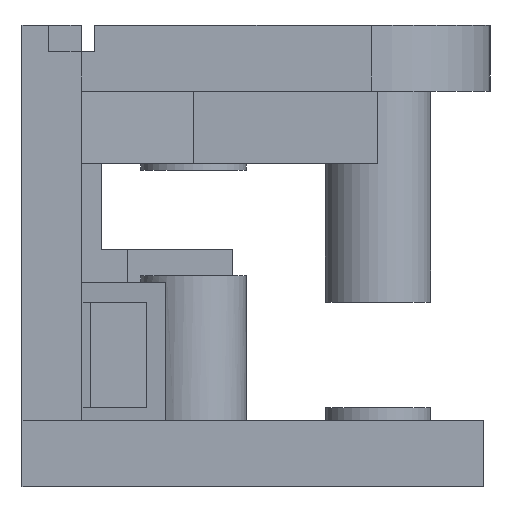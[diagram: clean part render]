
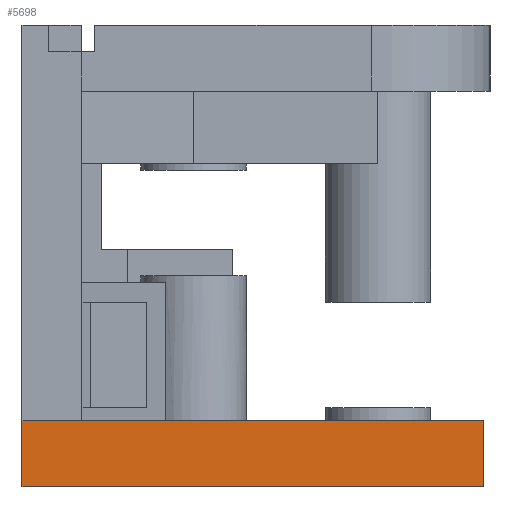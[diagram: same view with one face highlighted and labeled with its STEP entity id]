
A CAD part, left-side view. The second image highlights one B-rep face of the part: STEP entity #5698.
In plain terms, the highlighted planar face has unit normal (-1, 0, 0).
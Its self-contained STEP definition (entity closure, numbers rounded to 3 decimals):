
#1167=ORIENTED_EDGE('',*,*,#1860,.F.);
#1168=ORIENTED_EDGE('',*,*,#1798,.T.);
#1169=ORIENTED_EDGE('',*,*,#1795,.T.);
#1170=ORIENTED_EDGE('',*,*,#1862,.T.);
#1171=ORIENTED_EDGE('',*,*,#1863,.F.);
#1795=EDGE_CURVE('',#2208,#2209,#2593,.T.);
#1798=EDGE_CURVE('',#2212,#2208,#2595,.T.);
#1860=EDGE_CURVE('',#2212,#2251,#2655,.T.);
#1862=EDGE_CURVE('',#2209,#2131,#2657,.T.);
#1863=EDGE_CURVE('',#2251,#2131,#2658,.T.);
#2131=VERTEX_POINT('',#7957);
#2208=VERTEX_POINT('',#8194);
#2209=VERTEX_POINT('',#8197);
#2212=VERTEX_POINT('',#8205);
#2251=VERTEX_POINT('',#8328);
#2593=LINE('',#8198,#3029);
#2595=LINE('',#8204,#3031);
#2655=LINE('',#8327,#3091);
#2657=LINE('',#8331,#3093);
#2658=LINE('',#8332,#3094);
#3029=VECTOR('',#7028,1000.);
#3031=VECTOR('',#7034,1000.);
#3091=VECTOR('',#7142,1000.);
#3093=VECTOR('',#7146,1000.);
#3094=VECTOR('',#7147,1000.);
#3386=EDGE_LOOP('',(#1167,#1168,#1169,#1170,#1171));
#3682=FACE_BOUND('',#3386,.T.);
#3858=PLANE('',#6060);
#5698=ADVANCED_FACE('',(#3682),#3858,.T.);
#6060=AXIS2_PLACEMENT_3D('',#8330,#7144,#7145);
#7028=DIRECTION('',(0.,1.,0.));
#7034=DIRECTION('',(0.,0.,1.));
#7142=DIRECTION('',(0.,1.,0.));
#7144=DIRECTION('',(-1.,0.,0.));
#7145=DIRECTION('',(0.,-1.,0.));
#7146=DIRECTION('',(0.,1.,0.));
#7147=DIRECTION('',(0.,0.,1.));
#7957=CARTESIAN_POINT('',(-328.5,-19.,165.));
#8194=CARTESIAN_POINT('',(-328.5,-54.,165.));
#8197=CARTESIAN_POINT('',(-328.5,-23.5,165.));
#8198=CARTESIAN_POINT('',(-328.5,-54.,165.));
#8204=CARTESIAN_POINT('',(-328.5,-54.,160.));
#8205=CARTESIAN_POINT('',(-328.5,-54.,160.));
#8327=CARTESIAN_POINT('',(-328.5,-54.,160.));
#8328=CARTESIAN_POINT('',(-328.5,-19.,160.));
#8330=CARTESIAN_POINT('',(-328.5,-54.,160.));
#8331=CARTESIAN_POINT('',(-328.5,-54.,165.));
#8332=CARTESIAN_POINT('',(-328.5,-19.,160.));
